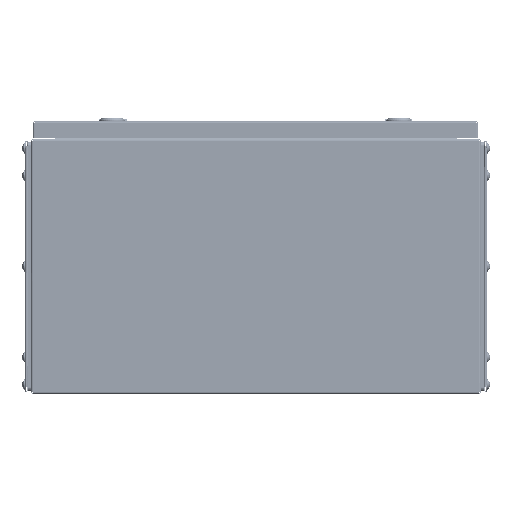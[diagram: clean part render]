
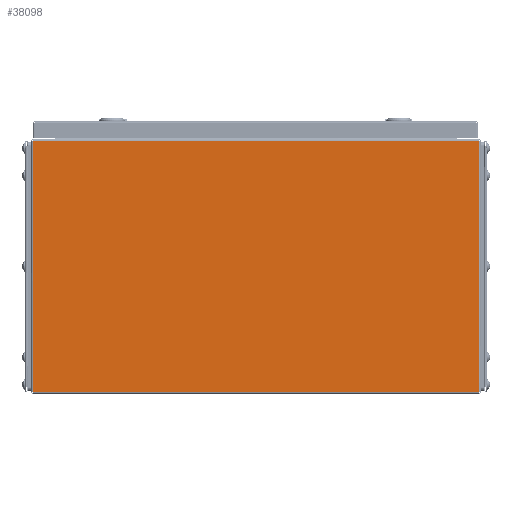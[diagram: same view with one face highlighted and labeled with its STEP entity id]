
A CAD part, left-side view. The second image highlights one B-rep face of the part: STEP entity #38098.
In plain terms, the highlighted planar face has unit normal (-1, 0, 0).
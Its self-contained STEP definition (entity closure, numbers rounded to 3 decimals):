
#1052 = DIRECTION ( 'NONE',  ( 0., 1., 0. ) ) ;
#2787 = ORIENTED_EDGE ( 'NONE', *, *, #46258, .F. ) ;
#4761 = CARTESIAN_POINT ( 'NONE',  ( -250., 245.5, 0. ) ) ;
#5798 = VECTOR ( 'NONE', #45014, 1000. ) ;
#9417 = CARTESIAN_POINT ( 'NONE',  ( -250., -245.5, 1. ) ) ;
#13512 = CARTESIAN_POINT ( 'NONE',  ( -250., 245.5, 1. ) ) ;
#14572 = EDGE_LOOP ( 'NONE', ( #55009, #42270, #2787, #15885 ) ) ;
#15885 = ORIENTED_EDGE ( 'NONE', *, *, #37307, .T. ) ;
#16978 = VERTEX_POINT ( 'NONE', #19955 ) ;
#19955 = CARTESIAN_POINT ( 'NONE',  ( -250., 245.5, 1. ) ) ;
#30273 = EDGE_CURVE ( 'NONE', #84582, #45186, #40061, .T. ) ;
#32772 = VERTEX_POINT ( 'NONE', #9417 ) ;
#35427 = FACE_OUTER_BOUND ( 'NONE', #14572, .T. ) ;
#35865 = DIRECTION ( 'NONE',  ( 0., 0., -1. ) ) ;
#37307 = EDGE_CURVE ( 'NONE', #32772, #84582, #85391, .T. ) ;
#38098 = ADVANCED_FACE ( 'NONE', ( #35427 ), #82252, .F. ) ;
#40061 = LINE ( 'NONE', #40471, #57678 ) ;
#40471 = CARTESIAN_POINT ( 'NONE',  ( -250., -245.5, 277.5 ) ) ;
#42270 = ORIENTED_EDGE ( 'NONE', *, *, #58859, .T. ) ;
#43750 = VECTOR ( 'NONE', #59103, 1000. ) ;
#45014 = DIRECTION ( 'NONE',  ( 0., 0., -1. ) ) ;
#45186 = VERTEX_POINT ( 'NONE', #51688 ) ;
#46258 = EDGE_CURVE ( 'NONE', #32772, #16978, #86200, .T. ) ;
#51688 = CARTESIAN_POINT ( 'NONE',  ( -250., 245.5, 277.5 ) ) ;
#55009 = ORIENTED_EDGE ( 'NONE', *, *, #30273, .T. ) ;
#55567 = CARTESIAN_POINT ( 'NONE',  ( -250., 0., 0. ) ) ;
#57678 = VECTOR ( 'NONE', #1052, 1000. ) ;
#58859 = EDGE_CURVE ( 'NONE', #45186, #16978, #85290, .T. ) ;
#59103 = DIRECTION ( 'NONE',  ( 0., 1., 0. ) ) ;
#70596 = CARTESIAN_POINT ( 'NONE',  ( -250., -245.5, 0. ) ) ;
#70865 = AXIS2_PLACEMENT_3D ( 'NONE', #55567, #75716, #35865 ) ;
#75716 = DIRECTION ( 'NONE',  ( 1., 0., 0. ) ) ;
#78835 = CARTESIAN_POINT ( 'NONE',  ( -250., -245.5, 277.5 ) ) ;
#82252 = PLANE ( 'NONE',  #70865 ) ;
#84099 = DIRECTION ( 'NONE',  ( 0., 0., 1. ) ) ;
#84582 = VERTEX_POINT ( 'NONE', #78835 ) ;
#84950 = VECTOR ( 'NONE', #84099, 1000. ) ;
#85290 = LINE ( 'NONE', #4761, #5798 ) ;
#85391 = LINE ( 'NONE', #70596, #84950 ) ;
#86200 = LINE ( 'NONE', #13512, #43750 ) ;
